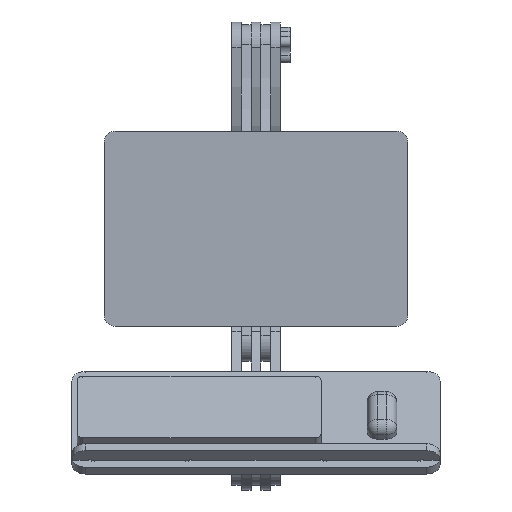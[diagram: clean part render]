
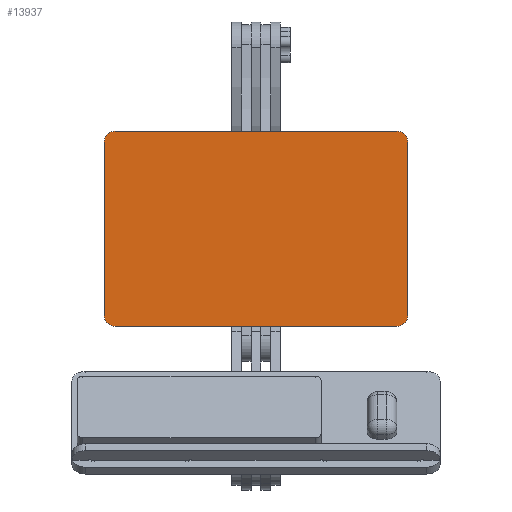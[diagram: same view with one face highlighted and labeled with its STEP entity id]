
A CAD part, top view. The second image highlights one B-rep face of the part: STEP entity #13937.
In plain terms, the highlighted planar face has unit normal (0, 0, 1).
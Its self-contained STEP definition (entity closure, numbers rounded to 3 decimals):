
#661=PLANE('',#15510);
#1366=FACE_OUTER_BOUND('',#2242,.T.);
#2242=EDGE_LOOP('',(#12627,#12628,#12629,#12630,#12631,#12632,#12633,#12634));
#3498=LINE('',#23656,#4779);
#3504=LINE('',#23676,#4785);
#3507=LINE('',#23684,#4788);
#3509=LINE('',#23690,#4790);
#4779=VECTOR('',#19515,10.);
#4785=VECTOR('',#19535,10.);
#4788=VECTOR('',#19544,10.);
#4790=VECTOR('',#19552,10.);
#5510=CIRCLE('',#15494,20.);
#5515=CIRCLE('',#15502,20.);
#5516=CIRCLE('',#15505,20.);
#5517=CIRCLE('',#15508,20.);
#6806=VERTEX_POINT('',#23643);
#6807=VERTEX_POINT('',#23644);
#6811=VERTEX_POINT('',#23654);
#6817=VERTEX_POINT('',#23670);
#6818=VERTEX_POINT('',#23674);
#6819=VERTEX_POINT('',#23678);
#6820=VERTEX_POINT('',#23682);
#6821=VERTEX_POINT('',#23686);
#8748=EDGE_CURVE('',#6806,#6807,#5510,.T.);
#8754=EDGE_CURVE('',#6806,#6811,#3498,.T.);
#8761=EDGE_CURVE('',#6817,#6811,#5515,.T.);
#8764=EDGE_CURVE('',#6817,#6818,#3504,.T.);
#8765=EDGE_CURVE('',#6819,#6818,#5516,.T.);
#8768=EDGE_CURVE('',#6819,#6820,#3507,.T.);
#8769=EDGE_CURVE('',#6821,#6820,#5517,.T.);
#8771=EDGE_CURVE('',#6821,#6807,#3509,.T.);
#12627=ORIENTED_EDGE('',*,*,#8748,.F.);
#12628=ORIENTED_EDGE('',*,*,#8754,.T.);
#12629=ORIENTED_EDGE('',*,*,#8761,.F.);
#12630=ORIENTED_EDGE('',*,*,#8764,.T.);
#12631=ORIENTED_EDGE('',*,*,#8765,.F.);
#12632=ORIENTED_EDGE('',*,*,#8768,.T.);
#12633=ORIENTED_EDGE('',*,*,#8769,.F.);
#12634=ORIENTED_EDGE('',*,*,#8771,.T.);
#13937=ADVANCED_FACE('',(#1366),#661,.T.);
#15494=AXIS2_PLACEMENT_3D('',#23645,#19505,#19506);
#15502=AXIS2_PLACEMENT_3D('',#23671,#19529,#19530);
#15505=AXIS2_PLACEMENT_3D('',#23679,#19538,#19539);
#15508=AXIS2_PLACEMENT_3D('',#23687,#19547,#19548);
#15510=AXIS2_PLACEMENT_3D('',#23691,#19553,#19554);
#19505=DIRECTION('center_axis',(0.,0.,-1.));
#19506=DIRECTION('ref_axis',(-0.707,-0.707,0.));
#19515=DIRECTION('',(1.,0.,0.));
#19529=DIRECTION('center_axis',(0.,0.,-1.));
#19530=DIRECTION('ref_axis',(0.707,-0.707,0.));
#19535=DIRECTION('',(0.,1.,0.));
#19538=DIRECTION('center_axis',(0.,0.,-1.));
#19539=DIRECTION('ref_axis',(0.707,0.707,0.));
#19544=DIRECTION('',(-1.,0.,0.));
#19547=DIRECTION('center_axis',(0.,0.,-1.));
#19548=DIRECTION('ref_axis',(-0.707,0.707,0.));
#19552=DIRECTION('',(0.,-1.,0.));
#19553=DIRECTION('center_axis',(0.,0.,1.));
#19554=DIRECTION('ref_axis',(1.,0.,0.));
#23643=CARTESIAN_POINT('',(-202.,927.704,911.324));
#23644=CARTESIAN_POINT('',(-222.,947.704,911.324));
#23645=CARTESIAN_POINT('Origin',(-202.,947.704,911.324));
#23654=CARTESIAN_POINT('',(318.,927.704,911.324));
#23656=CARTESIAN_POINT('',(338.,927.704,911.324));
#23670=CARTESIAN_POINT('',(338.,947.704,911.324));
#23671=CARTESIAN_POINT('Origin',(318.,947.704,911.324));
#23674=CARTESIAN_POINT('',(338.,1267.704,911.324));
#23676=CARTESIAN_POINT('',(338.,1287.704,911.324));
#23678=CARTESIAN_POINT('',(318.,1287.704,911.324));
#23679=CARTESIAN_POINT('Origin',(318.,1267.704,911.324));
#23682=CARTESIAN_POINT('',(-202.,1287.704,911.324));
#23684=CARTESIAN_POINT('',(-222.,1287.704,911.324));
#23686=CARTESIAN_POINT('',(-222.,1267.704,911.324));
#23687=CARTESIAN_POINT('Origin',(-202.,1267.704,911.324));
#23690=CARTESIAN_POINT('',(-222.,927.704,911.324));
#23691=CARTESIAN_POINT('Origin',(58.,1107.704,911.324));
